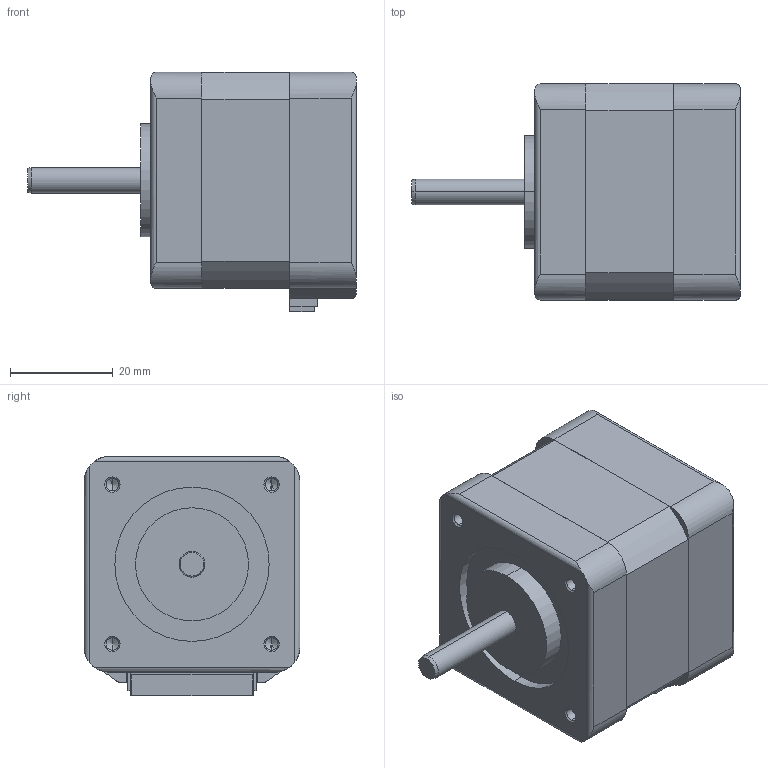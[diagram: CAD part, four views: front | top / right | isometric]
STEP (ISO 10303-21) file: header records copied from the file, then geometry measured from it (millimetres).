
FILE_DESCRIPTION(('starvars output'),'2;1');
FILE_NAME('kh42jm_2.stp','09:56:11 2014/09/17',( 'Thomas Industrial Network Germany GmbH'),( 'Thomas Industrial Network Germany GmbH'),'unknown preprocess','ACIS' ,'unknown authorization');
FILE_SCHEMA(('AUTOMOTIVE_DESIGN_CC2 {UNKNOWN IMPLEMENTATION LEVEL}'));
Length unit declared in the file: millimetre
Products named in the file (1): PRODUCT_ID_11
Bounding box: 64 x 42 x 46.55 mm (x, y, z)
Volume: 70303.5 mm3; surface area: 11585.2 mm2
Topology: 1 solids, 1 shells, 108 faces, 270 edges, 170 vertices
Faces by surface type: plane 46, cylinder 44, cone 18
Entity records: 3944 total; most frequent: CARTESIAN_POINT 632, ORIENTED_EDGE 524, DIRECTION 437, EDGE_CURVE 262, VERTEX_POINT 170, VECTOR 159, LINE 159, AXIS2_PLACEMENT_3D 139
